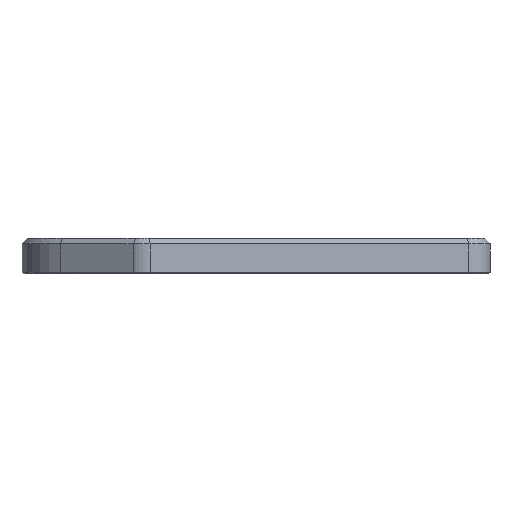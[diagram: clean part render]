
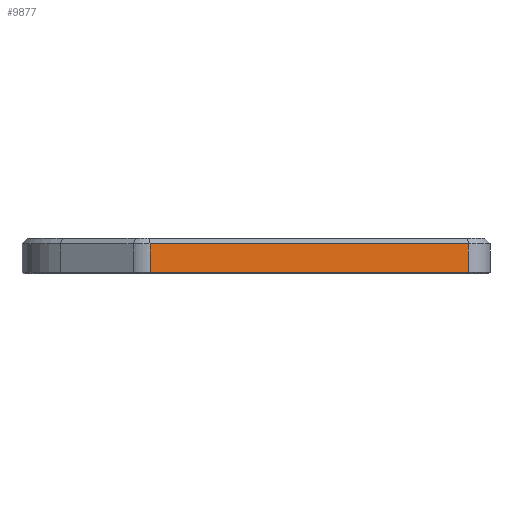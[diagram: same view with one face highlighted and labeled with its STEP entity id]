
A CAD part, front view. The second image highlights one B-rep face of the part: STEP entity #9877.
In plain terms, the highlighted planar face has unit normal (0.125, -0.992, 0).
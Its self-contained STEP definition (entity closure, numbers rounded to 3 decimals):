
#7450 = VERTEX_POINT('',#7451);
#7451 = CARTESIAN_POINT('',(-8.475,-35.931,8.));
#7475 = VERTEX_POINT('',#7476);
#7476 = CARTESIAN_POINT('',(109.4,-21.082,8.));
#7482 = EDGE_CURVE('',#7450,#7475,#7483,.T.);
#7483 = LINE('',#7484,#7485);
#7484 = CARTESIAN_POINT('',(-8.475,-35.931,8.));
#7485 = VECTOR('',#7486,1.);
#7486 = DIRECTION('',(0.992,0.125,0.));
#8696 = VERTEX_POINT('',#8697);
#8697 = CARTESIAN_POINT('',(-8.475,-35.931,-2.6));
#8721 = VERTEX_POINT('',#8722);
#8722 = CARTESIAN_POINT('',(109.4,-21.082,-2.6));
#8728 = EDGE_CURVE('',#8721,#8696,#8729,.T.);
#8729 = LINE('',#8730,#8731);
#8730 = CARTESIAN_POINT('',(109.4,-21.082,-2.6));
#8731 = VECTOR('',#8732,1.);
#8732 = DIRECTION('',(-0.992,-0.125,0.));
#9866 = EDGE_CURVE('',#7450,#8696,#9867,.T.);
#9867 = LINE('',#9868,#9869);
#9868 = CARTESIAN_POINT('',(-8.475,-35.931,10.));
#9869 = VECTOR('',#9870,1.);
#9870 = DIRECTION('',(0.,0.,-1.));
#9877 = ADVANCED_FACE('',(#9878),#9889,.T.);
#9878 = FACE_BOUND('',#9879,.T.);
#9879 = EDGE_LOOP('',(#9880,#9886,#9887,#9888));
#9880 = ORIENTED_EDGE('',*,*,#9881,.F.);
#9881 = EDGE_CURVE('',#7475,#8721,#9882,.T.);
#9882 = LINE('',#9883,#9884);
#9883 = CARTESIAN_POINT('',(109.4,-21.082,10.));
#9884 = VECTOR('',#9885,1.);
#9885 = DIRECTION('',(0.,0.,-1.));
#9886 = ORIENTED_EDGE('',*,*,#7482,.F.);
#9887 = ORIENTED_EDGE('',*,*,#9866,.T.);
#9888 = ORIENTED_EDGE('',*,*,#8728,.F.);
#9889 = PLANE('',#9890);
#9890 = AXIS2_PLACEMENT_3D('',#9891,#9892,#9893);
#9891 = CARTESIAN_POINT('',(-8.475,-35.931,10.));
#9892 = DIRECTION('',(0.125,-0.992,0.));
#9893 = DIRECTION('',(0.,0.,-1.));
